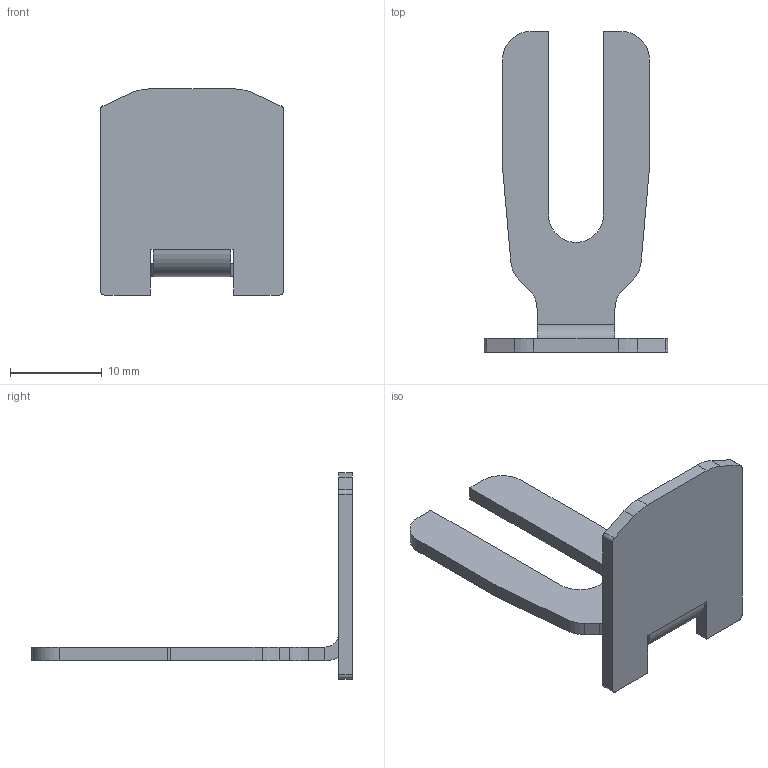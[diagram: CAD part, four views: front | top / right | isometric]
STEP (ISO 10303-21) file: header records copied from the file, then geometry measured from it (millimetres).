
FILE_DESCRIPTION(/* description */ (''),/* implementation_level */ '2;1');
FILE_NAME(/* name */ '23383.stp',/* time_stamp */ '2019-08-23T09:55:54+02:00',/* author */ ('Michel'),/* organization */ (''),/* preprocessor_version */ 'ST-DEVELOPER v17.2',/* originating_system */ 'Autodesk Inventor 2019',/* authorisation */ '');
FILE_SCHEMA (('AUTOMOTIVE_DESIGN { 1 0 10303 214 3 1 1 }'));
Length unit declared in the file: millimetre
Products named in the file (1): 23383
Bounding box: 20 x 35 x 22.5 mm (x, y, z)
Volume: 1129.7 mm3; surface area: 1825.2 mm2
Topology: 1 solids, 1 shells, 46 faces, 124 edges, 80 vertices
Faces by surface type: plane 29, cylinder 17
Entity records: 1479 total; most frequent: DIRECTION 252, CARTESIAN_POINT 251, ORIENTED_EDGE 248, EDGE_CURVE 124, LINE 90, VECTOR 90, AXIS2_PLACEMENT_3D 81, VERTEX_POINT 80
